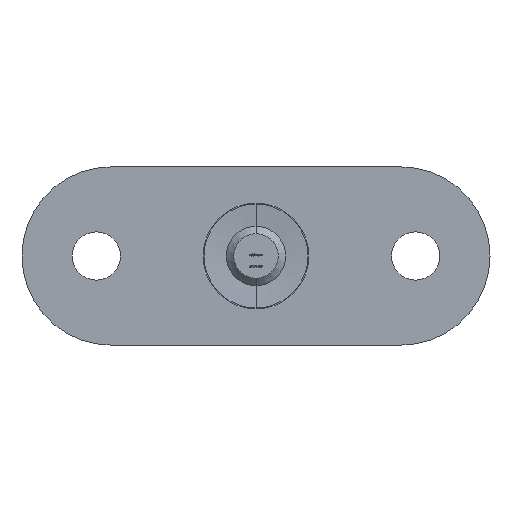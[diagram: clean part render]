
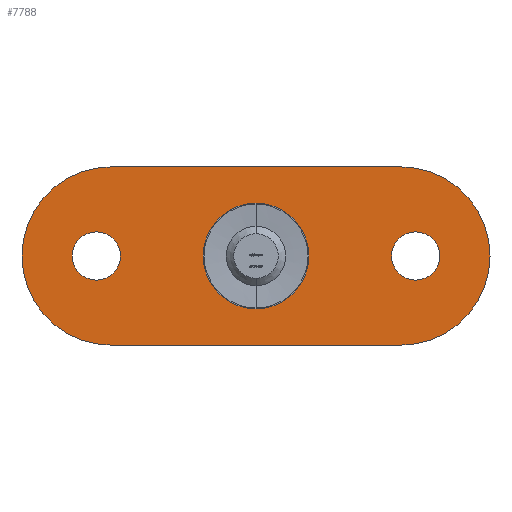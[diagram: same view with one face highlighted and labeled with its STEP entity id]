
A CAD part, front view. The second image highlights one B-rep face of the part: STEP entity #7788.
In plain terms, the highlighted planar face has unit normal (0, -1, 0).
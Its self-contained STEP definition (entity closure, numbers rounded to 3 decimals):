
#53 = DIRECTION ( 'NONE',  ( 0., 0., 1. ) ) ;
#87 = EDGE_LOOP ( 'NONE', ( #582, #6612 ) ) ;
#129 = DIRECTION ( 'NONE',  ( 0., 0., -1. ) ) ;
#140 = EDGE_CURVE ( 'NONE', #2672, #5521, #10889, .T. ) ;
#378 = CARTESIAN_POINT ( 'NONE',  ( -12., 0., 31.5 ) ) ;
#454 = DIRECTION ( 'NONE',  ( 0., 0., 1. ) ) ;
#541 = CARTESIAN_POINT ( 'NONE',  ( 0., 0., 21.5 ) ) ;
#559 = EDGE_CURVE ( 'NONE', #13309, #2289, #3641, .T. ) ;
#582 = ORIENTED_EDGE ( 'NONE', *, *, #1373, .T. ) ;
#680 = EDGE_CURVE ( 'NONE', #2289, #13309, #8221, .T. ) ;
#692 = LINE ( 'NONE', #13222, #6320 ) ;
#877 = VERTEX_POINT ( 'NONE', #4952 ) ;
#968 = DIRECTION ( 'NONE',  ( 0., 0., -1. ) ) ;
#991 = FACE_OUTER_BOUND ( 'NONE', #6246, .T. ) ;
#1007 = EDGE_CURVE ( 'NONE', #6408, #12634, #12229, .T. ) ;
#1337 = CARTESIAN_POINT ( 'NONE',  ( -12., 0., -19.5 ) ) ;
#1347 = CIRCLE ( 'NONE', #1358, 12. ) ;
#1358 = AXIS2_PLACEMENT_3D ( 'NONE', #11383, #5442, #11621 ) ;
#1373 = EDGE_CURVE ( 'NONE', #6187, #9270, #3628, .T. ) ;
#1488 = CARTESIAN_POINT ( 'NONE',  ( 0., 0., 19.5 ) ) ;
#1530 = DIRECTION ( 'NONE',  ( 0., -1., 0. ) ) ;
#1555 = CARTESIAN_POINT ( 'NONE',  ( 0., 0., -21.5 ) ) ;
#1596 = AXIS2_PLACEMENT_3D ( 'NONE', #7798, #2400, #4521 ) ;
#1612 = DIRECTION ( 'NONE',  ( 0., 0., 1. ) ) ;
#1826 = FACE_BOUND ( 'NONE', #4677, .T. ) ;
#2145 = CARTESIAN_POINT ( 'NONE',  ( 0., 0., 0. ) ) ;
#2170 = FACE_BOUND ( 'NONE', #4693, .T. ) ;
#2193 = DIRECTION ( 'NONE',  ( 0., 0., -1. ) ) ;
#2267 = ORIENTED_EDGE ( 'NONE', *, *, #13426, .T. ) ;
#2289 = VERTEX_POINT ( 'NONE', #10420 ) ;
#2305 = DIRECTION ( 'NONE',  ( 0., 0., -1. ) ) ;
#2325 = VECTOR ( 'NONE', #2305, 1000. ) ;
#2400 = DIRECTION ( 'NONE',  ( 0., 1., 0. ) ) ;
#2672 = VERTEX_POINT ( 'NONE', #4475 ) ;
#2686 = EDGE_CURVE ( 'NONE', #9270, #6187, #3602, .T. ) ;
#2861 = CARTESIAN_POINT ( 'NONE',  ( 3.25, 0., -21.5 ) ) ;
#2870 = AXIS2_PLACEMENT_3D ( 'NONE', #1555, #6881, #9012 ) ;
#2911 = CARTESIAN_POINT ( 'NONE',  ( -3.25, 0., -21.5 ) ) ;
#2997 = CARTESIAN_POINT ( 'NONE',  ( 0., 0., -19.5 ) ) ;
#3186 = AXIS2_PLACEMENT_3D ( 'NONE', #3509, #6820, #12138 ) ;
#3271 = CARTESIAN_POINT ( 'NONE',  ( 0., 0., 7.1 ) ) ;
#3361 = PLANE ( 'NONE',  #6837 ) ;
#3509 = CARTESIAN_POINT ( 'NONE',  ( 0., 0., 21.5 ) ) ;
#3515 = ORIENTED_EDGE ( 'NONE', *, *, #12048, .T. ) ;
#3602 = CIRCLE ( 'NONE', #1596, 3.25 ) ;
#3628 = CIRCLE ( 'NONE', #2870, 3.25 ) ;
#3641 = CIRCLE ( 'NONE', #4352, 7.1 ) ;
#3836 = ORIENTED_EDGE ( 'NONE', *, *, #8551, .T. ) ;
#3865 = ORIENTED_EDGE ( 'NONE', *, *, #680, .F. ) ;
#4332 = AXIS2_PLACEMENT_3D ( 'NONE', #6951, #1530, #454 ) ;
#4352 = AXIS2_PLACEMENT_3D ( 'NONE', #2145, #5293, #968 ) ;
#4475 = CARTESIAN_POINT ( 'NONE',  ( 12., 0., 19.5 ) ) ;
#4521 = DIRECTION ( 'NONE',  ( 0., 0., 1. ) ) ;
#4551 = DIRECTION ( 'NONE',  ( 0., -1., 0. ) ) ;
#4642 = AXIS2_PLACEMENT_3D ( 'NONE', #12075, #4551, #2193 ) ;
#4677 = EDGE_LOOP ( 'NONE', ( #3865, #6166 ) ) ;
#4693 = EDGE_LOOP ( 'NONE', ( #12819, #3515 ) ) ;
#4952 = CARTESIAN_POINT ( 'NONE',  ( 12., 0., -19.5 ) ) ;
#5215 = EDGE_CURVE ( 'NONE', #8779, #12037, #7027, .T. ) ;
#5228 = DIRECTION ( 'NONE',  ( 0., -1., 0. ) ) ;
#5274 = LINE ( 'NONE', #378, #2325 ) ;
#5293 = DIRECTION ( 'NONE',  ( 0., -1., 0. ) ) ;
#5442 = DIRECTION ( 'NONE',  ( 0., -1., 0. ) ) ;
#5521 = VERTEX_POINT ( 'NONE', #8771 ) ;
#5878 = DIRECTION ( 'NONE',  ( 0., -1., 0. ) ) ;
#6166 = ORIENTED_EDGE ( 'NONE', *, *, #559, .F. ) ;
#6187 = VERTEX_POINT ( 'NONE', #2911 ) ;
#6246 = EDGE_LOOP ( 'NONE', ( #10406, #2267, #9732, #9618, #7259, #3836 ) ) ;
#6253 = CIRCLE ( 'NONE', #4332, 12. ) ;
#6320 = VECTOR ( 'NONE', #129, 1000. ) ;
#6408 = VERTEX_POINT ( 'NONE', #1337 ) ;
#6612 = ORIENTED_EDGE ( 'NONE', *, *, #2686, .T. ) ;
#6677 = CARTESIAN_POINT ( 'NONE',  ( -12., 0., 31.5 ) ) ;
#6728 = VERTEX_POINT ( 'NONE', #8588 ) ;
#6820 = DIRECTION ( 'NONE',  ( 0., 1., 0. ) ) ;
#6837 = AXIS2_PLACEMENT_3D ( 'NONE', #6677, #9979, #53 ) ;
#6881 = DIRECTION ( 'NONE',  ( 0., 1., 0. ) ) ;
#6951 = CARTESIAN_POINT ( 'NONE',  ( 0., 0., -19.5 ) ) ;
#7027 = CIRCLE ( 'NONE', #3186, 3.25 ) ;
#7183 = EDGE_CURVE ( 'NONE', #5521, #6728, #1347, .T. ) ;
#7246 = AXIS2_PLACEMENT_3D ( 'NONE', #2997, #5228, #10554 ) ;
#7259 = ORIENTED_EDGE ( 'NONE', *, *, #7183, .T. ) ;
#7788 = ADVANCED_FACE ( 'NONE', ( #1826, #9813, #2170, #991 ), #3361, .F. ) ;
#7798 = CARTESIAN_POINT ( 'NONE',  ( 0., 0., -21.5 ) ) ;
#7813 = AXIS2_PLACEMENT_3D ( 'NONE', #1488, #5878, #13380 ) ;
#8129 = DIRECTION ( 'NONE',  ( 0., 1., 0. ) ) ;
#8221 = CIRCLE ( 'NONE', #4642, 7.1 ) ;
#8478 = CARTESIAN_POINT ( 'NONE',  ( -3.25, 0., 21.5 ) ) ;
#8551 = EDGE_CURVE ( 'NONE', #6728, #6408, #5274, .T. ) ;
#8588 = CARTESIAN_POINT ( 'NONE',  ( -12., 0., 19.5 ) ) ;
#8771 = CARTESIAN_POINT ( 'NONE',  ( 0., 0., 31.5 ) ) ;
#8779 = VERTEX_POINT ( 'NONE', #8478 ) ;
#8931 = CARTESIAN_POINT ( 'NONE',  ( 0., 0., -31.5 ) ) ;
#9012 = DIRECTION ( 'NONE',  ( 0., 0., 1. ) ) ;
#9270 = VERTEX_POINT ( 'NONE', #2861 ) ;
#9618 = ORIENTED_EDGE ( 'NONE', *, *, #140, .T. ) ;
#9732 = ORIENTED_EDGE ( 'NONE', *, *, #12230, .F. ) ;
#9813 = FACE_BOUND ( 'NONE', #87, .T. ) ;
#9979 = DIRECTION ( 'NONE',  ( 0., 1., 0. ) ) ;
#10367 = CARTESIAN_POINT ( 'NONE',  ( 3.25, 0., 21.5 ) ) ;
#10406 = ORIENTED_EDGE ( 'NONE', *, *, #1007, .T. ) ;
#10420 = CARTESIAN_POINT ( 'NONE',  ( 0., 0., -7.1 ) ) ;
#10554 = DIRECTION ( 'NONE',  ( 0., 0., 1. ) ) ;
#10889 = CIRCLE ( 'NONE', #7813, 12. ) ;
#11185 = CIRCLE ( 'NONE', #11884, 3.25 ) ;
#11383 = CARTESIAN_POINT ( 'NONE',  ( 0., 0., 19.5 ) ) ;
#11621 = DIRECTION ( 'NONE',  ( 0., 0., 1. ) ) ;
#11884 = AXIS2_PLACEMENT_3D ( 'NONE', #541, #8129, #1612 ) ;
#12037 = VERTEX_POINT ( 'NONE', #10367 ) ;
#12048 = EDGE_CURVE ( 'NONE', #12037, #8779, #11185, .T. ) ;
#12075 = CARTESIAN_POINT ( 'NONE',  ( 0., 0., 0. ) ) ;
#12138 = DIRECTION ( 'NONE',  ( 0., 0., 1. ) ) ;
#12229 = CIRCLE ( 'NONE', #7246, 12. ) ;
#12230 = EDGE_CURVE ( 'NONE', #2672, #877, #692, .T. ) ;
#12634 = VERTEX_POINT ( 'NONE', #8931 ) ;
#12819 = ORIENTED_EDGE ( 'NONE', *, *, #5215, .T. ) ;
#13222 = CARTESIAN_POINT ( 'NONE',  ( 12., 0., 31.5 ) ) ;
#13309 = VERTEX_POINT ( 'NONE', #3271 ) ;
#13380 = DIRECTION ( 'NONE',  ( 0., 0., 1. ) ) ;
#13426 = EDGE_CURVE ( 'NONE', #12634, #877, #6253, .T. ) ;
